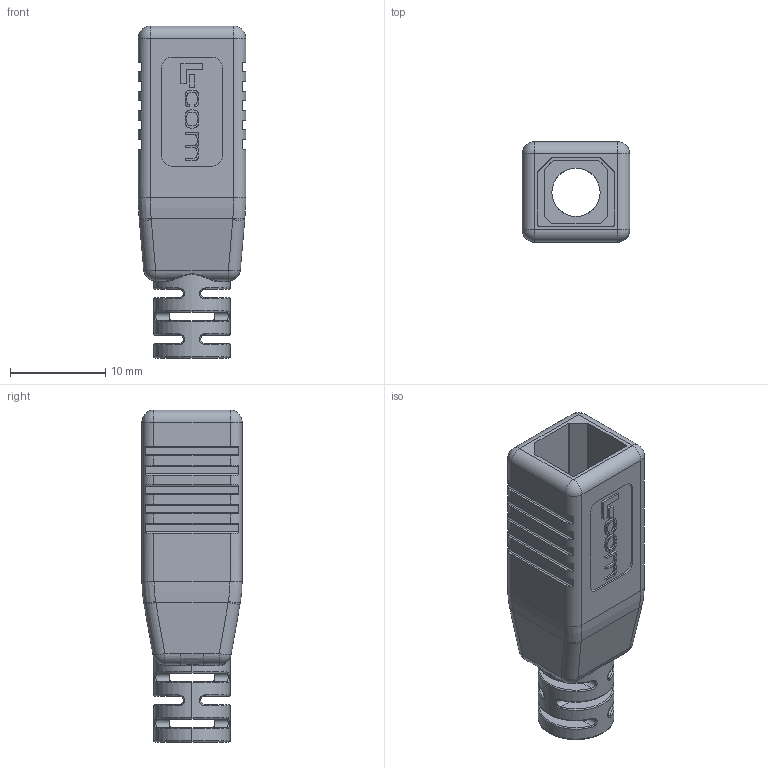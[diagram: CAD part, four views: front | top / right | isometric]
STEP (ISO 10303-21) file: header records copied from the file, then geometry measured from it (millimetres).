
FILE_DESCRIPTION (( 'STEP AP203' ), '1' );
FILE_NAME ('USBHD2.0-Z-B.STEP', '2013-03-14T16:03:23', ( 'x' ), ( '' ), 'SwSTEP 2.0', 'SolidWorks 2012', '' );
FILE_SCHEMA (( 'CONFIG_CONTROL_DESIGN' ));
Length unit declared in the file: inch
Products named in the file (1): USBHD2.0-Z-B
Bounding box: 11.3 x 10.54 x 34.92 mm (x, y, z)
Volume: 1732.6 mm3; surface area: 2417 mm2
Topology: 1 solids, 1 shells, 335 faces, 910 edges, 576 vertices
Faces by surface type: plane 162, cylinder 81, bspline 54, torus 30, sphere 8
Entity records: 11915 total; most frequent: CARTESIAN_POINT 3696, ORIENTED_EDGE 1812, DIRECTION 1572, EDGE_CURVE 906, VERTEX_POINT 576, AXIS2_PLACEMENT_3D 544, LINE 484, VECTOR 484
